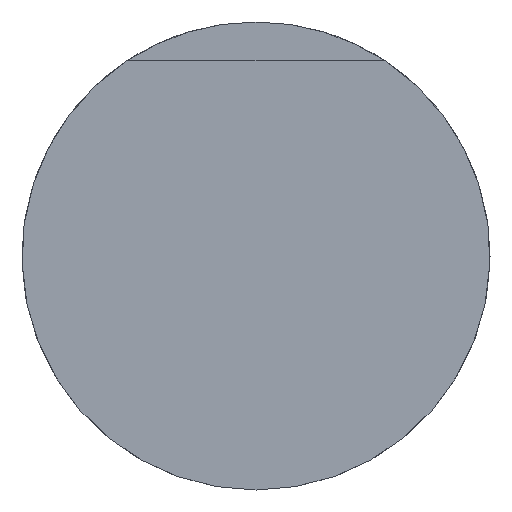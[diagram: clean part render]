
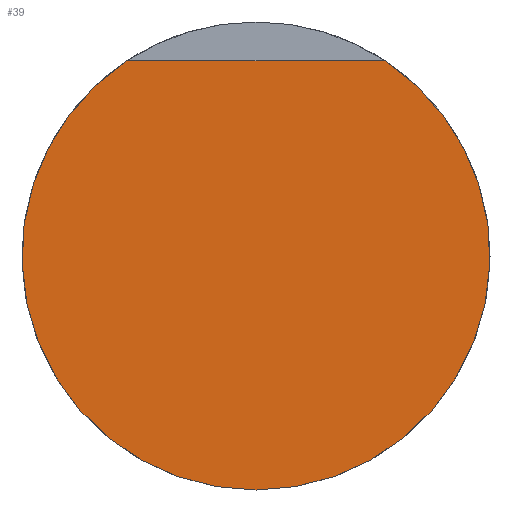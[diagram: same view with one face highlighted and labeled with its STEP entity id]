
A CAD part, front view. The second image highlights one B-rep face of the part: STEP entity #39.
In plain terms, the highlighted planar face has unit normal (0, -1, 0).
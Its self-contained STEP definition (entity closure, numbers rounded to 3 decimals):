
#6 = VERTEX_POINT ( 'NONE', #50 ) ;
#9 = DIRECTION ( 'NONE',  ( 0., 0., -1. ) ) ;
#26 = ORIENTED_EDGE ( 'NONE', *, *, #190, .F. ) ;
#27 = CIRCLE ( 'NONE', #201, 3. ) ;
#29 = LINE ( 'NONE', #87, #70 ) ;
#33 = AXIS2_PLACEMENT_3D ( 'NONE', #229, #198, #37 ) ;
#36 = CARTESIAN_POINT ( 'NONE',  ( 0., -17., 0. ) ) ;
#37 = DIRECTION ( 'NONE',  ( 0., 0., -1. ) ) ;
#39 = ADVANCED_FACE ( 'NONE', ( #238 ), #66, .T. ) ;
#42 = VERTEX_POINT ( 'NONE', #67 ) ;
#50 = CARTESIAN_POINT ( 'NONE',  ( 1.658, -17., 2.5 ) ) ;
#64 = EDGE_LOOP ( 'NONE', ( #26, #118, #97 ) ) ;
#66 = PLANE ( 'NONE',  #210 ) ;
#67 = CARTESIAN_POINT ( 'NONE',  ( -1.658, -17., 2.5 ) ) ;
#68 = CARTESIAN_POINT ( 'NONE',  ( 0., -17., 0. ) ) ;
#70 = VECTOR ( 'NONE', #171, 1000. ) ;
#87 = CARTESIAN_POINT ( 'NONE',  ( 0., -17., 2.5 ) ) ;
#97 = ORIENTED_EDGE ( 'NONE', *, *, #242, .F. ) ;
#114 = DIRECTION ( 'NONE',  ( 0., 1., 0. ) ) ;
#118 = ORIENTED_EDGE ( 'NONE', *, *, #167, .T. ) ;
#128 = DIRECTION ( 'NONE',  ( 0., 0., -1. ) ) ;
#141 = CIRCLE ( 'NONE', #33, 3. ) ;
#156 = CARTESIAN_POINT ( 'NONE',  ( 0., -17., -3. ) ) ;
#167 = EDGE_CURVE ( 'NONE', #6, #42, #29, .T. ) ;
#168 = DIRECTION ( 'NONE',  ( 0., -1., 0. ) ) ;
#171 = DIRECTION ( 'NONE',  ( -1., 0., 0. ) ) ;
#190 = EDGE_CURVE ( 'NONE', #6, #233, #27, .T. ) ;
#198 = DIRECTION ( 'NONE',  ( 0., 1., 0. ) ) ;
#201 = AXIS2_PLACEMENT_3D ( 'NONE', #36, #114, #9 ) ;
#210 = AXIS2_PLACEMENT_3D ( 'NONE', #68, #168, #128 ) ;
#229 = CARTESIAN_POINT ( 'NONE',  ( 0., -17., 0. ) ) ;
#233 = VERTEX_POINT ( 'NONE', #156 ) ;
#238 = FACE_OUTER_BOUND ( 'NONE', #64, .T. ) ;
#242 = EDGE_CURVE ( 'NONE', #233, #42, #141, .T. ) ;
